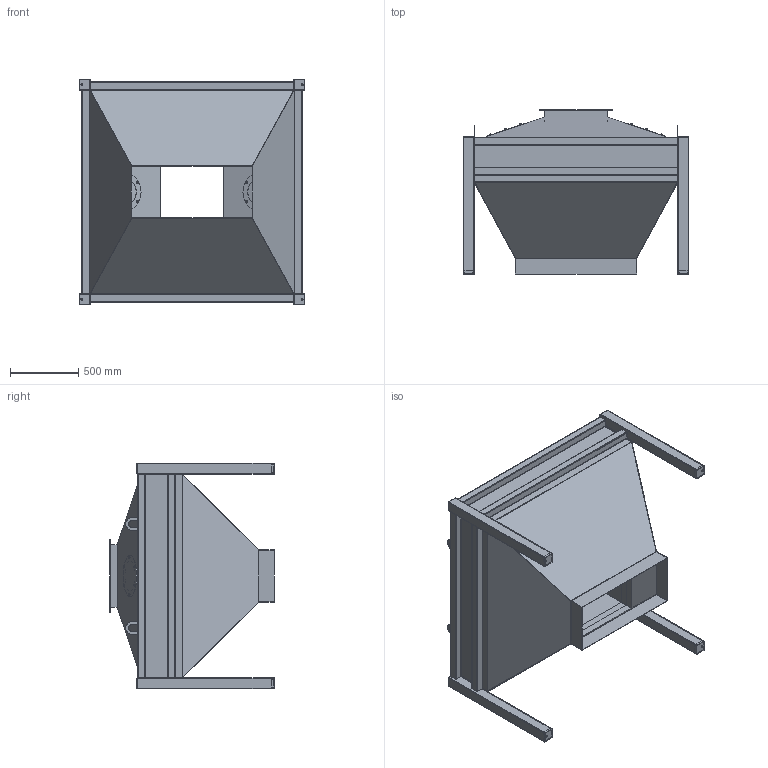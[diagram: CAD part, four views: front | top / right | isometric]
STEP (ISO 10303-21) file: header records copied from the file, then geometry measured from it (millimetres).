
FILE_DESCRIPTION (( 'STEP AP214' ), '1' );
FILE_NAME ('趨080-02.02.01.000-2.STEP', '2025-11-29T11:16:59', ( '栫謾樥' ), ( '' ), 'SwSTEP 2.0', 'SolidWorks 2023', '' );
FILE_SCHEMA (( 'AUTOMOTIVE_DESIGN' ));
Length unit declared in the file: millimetre
Products named in the file (23): ВБ500-00.00.00.116_2; БП120-01.02.01.101_2; БН2000-01.02.02.100_2; БН080-01.02.01.102_2; БН080-02.02.01.000-2; БН240-02.02.01.100_2; БН080-01.02.01.103_2; БН240-02.02.01.110_2; БН0240-02.02.01.111_2; БН080-01.02.02.102_2; Гайка М8 ГОСТ 5915-70_2; БН080-02.02.01.113_2; БН240-02.02.02.000_2; БН080-02.02.01.104-2_2; Шайба 8 ГОСТ6402_2; БН080-02.02.01.000-2(2); БН080-02.02.01.105-2_2; БН080-01.02.01.104_2; Труба 60Х60Х3_1490_2; БН240-02.02.01.112_1; БН240-02.02.01.101_2; Б240-01.02.02.101_2; Болт M8x30 ГОСТ7796-70_2
Assembly tree (87 placements, depth 4):
  БН080-02.02.01.000-2
    БН080-02.02.01.000-2(2)
      БН240-02.02.02.000_2
        БН2000-01.02.02.100_2  x4
        Б240-01.02.02.101_2  x4
        БН080-01.02.02.102_2  x4
        Труба 60Х60Х3_1490_2  x8
      БН240-02.02.01.100_2  x2
      БН240-02.02.01.101_2  x2
      БН080-02.02.01.113_2  x4
      БП120-01.02.01.101_2
      БН080-01.02.01.102_2  x2
      БН080-01.02.01.103_2  x2
      БН080-01.02.01.104_2  x4
      БН240-02.02.01.110_2  x2
      БН0240-02.02.01.111_2  x2
      БН240-02.02.01.112_1  x2
      ВБ500-00.00.00.116_2  x2
      Болт M8x30 ГОСТ7796-70_2  x12
      Шайба 8 ГОСТ6402_2  x12
      Гайка М8 ГОСТ 5915-70_2  x12
      БН080-02.02.01.104-2_2  x2
      БН080-02.02.01.105-2_2  x2
Bounding box: 1650 x 1200.53 x 1650 mm (x, y, z)
Volume: 34818076.7 mm3; surface area: 23194708.8 mm2
Topology: 85 solids, 85 shells, 1094 faces, 2656 edges, 1744 vertices
Faces by surface type: plane 666, cylinder 276, cone 152
Entity records: 10310 total; most frequent: CARTESIAN_POINT 1925, DIRECTION 1664, ORIENTED_EDGE 1452, EDGE_CURVE 726, AXIS2_PLACEMENT_3D 585, VECTOR 494, LINE 494, VERTEX_POINT 478
